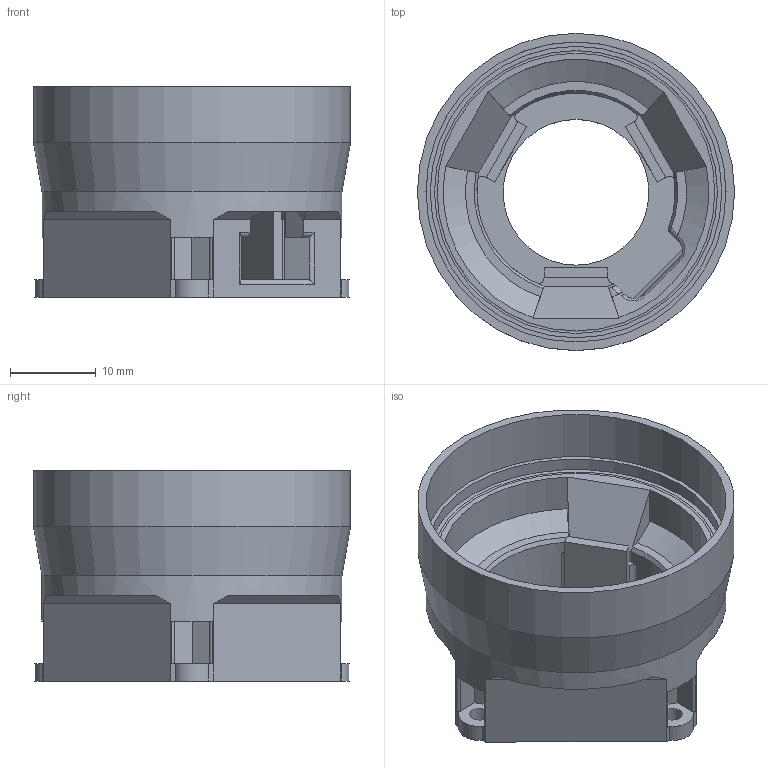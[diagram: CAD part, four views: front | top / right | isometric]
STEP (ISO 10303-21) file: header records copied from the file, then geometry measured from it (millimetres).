
FILE_DESCRIPTION(/* description */ (''),/* implementation_level */ '2;1');
FILE_NAME(/* name */ 'SensorBase.step',/* time_stamp */ '2024-09-18T16:49:36+02:00',/* author */ (''),/* organization */ (''),/* preprocessor_version */ 'ST-DEVELOPER v20',/* originating_system */ 'Autodesk Translation Framework v13.14.0.145',/* authorisation */ '');
FILE_SCHEMA (('AUTOMOTIVE_DESIGN { 1 0 10303 214 3 1 1 }'));
Length unit declared in the file: millimetre
Products named in the file (1): Base2.021Small
Bounding box: 37 x 37 x 24.5 mm (x, y, z)
Volume: 7215 mm3; surface area: 6683.1 mm2
Topology: 1 solids, 1 shells, 165 faces, 449 edges, 288 vertices
Faces by surface type: plane 99, cylinder 50, cone 8, bspline 7, torus 1
Full cylindrical faces by diameter (mm): 2.4 x4, 17 x1, 34 x1, 35 x2, 37 x1
Entity records: 5619 total; most frequent: CARTESIAN_POINT 1333, ORIENTED_EDGE 898, DIRECTION 889, EDGE_CURVE 449, AXIS2_PLACEMENT_3D 308, VERTEX_POINT 288, LINE 273, VECTOR 273
